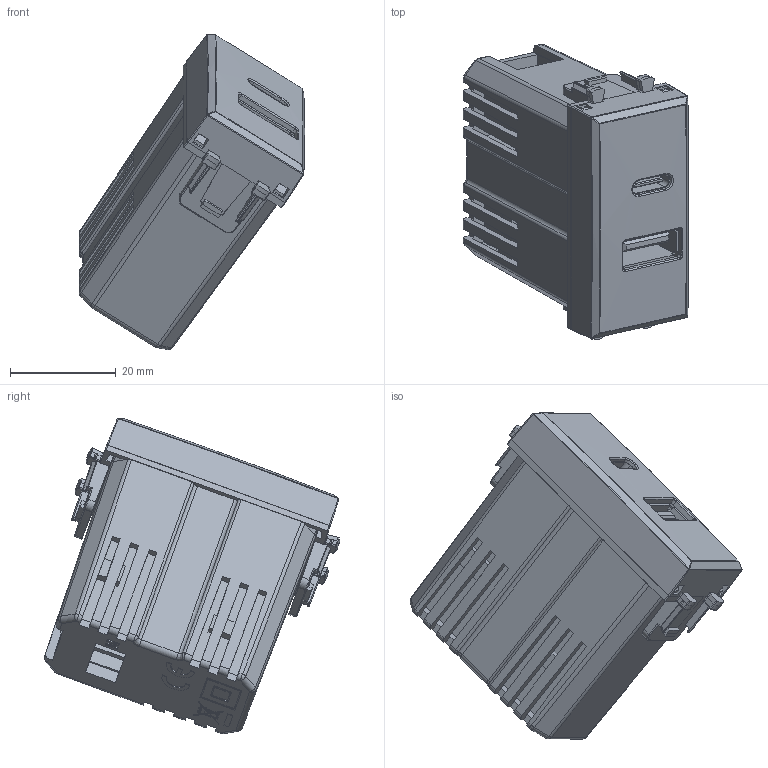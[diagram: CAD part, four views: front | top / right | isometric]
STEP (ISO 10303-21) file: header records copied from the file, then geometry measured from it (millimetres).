
FILE_DESCRIPTION(('CATIA V5 STEP Exchange'),'2;1');
FILE_NAME('442082USBAC.stp','2024-02-28T07:20:12+00:00',('none'),('none'),'CATIA Version 5-6 Release 2016 SP6','CATIA V5 STEP AP203','none');
FILE_SCHEMA(('CONFIG_CONTROL_DESIGN'));
Length unit declared in the file: millimetre
Products named in the file (1): 44X082USBAC
Assembly tree (3 placements, depth 2):
  44X082USBAC
    #57
    #12673
    #33216
Bounding box: 42.59 x 55.82 x 59.58 mm (x, y, z)
Volume: 19762.3 mm3; surface area: 23952.2 mm2
Topology: 7 solids, 7 shells, 1037 faces, 2754 edges, 1731 vertices
Faces by surface type: plane 657, cylinder 206, bspline 76, sphere 38, cone 38, torus 14, revolution 8
Entity records: 41398 total; most frequent: CARTESIAN_POINT 16961, ORIENTED_EDGE 5484, DIRECTION 4180, EDGE_CURVE 2742, VECTOR 2023, LINE 2023, VERTEX_POINT 1732, AXIS2_PLACEMENT_3D 1190
